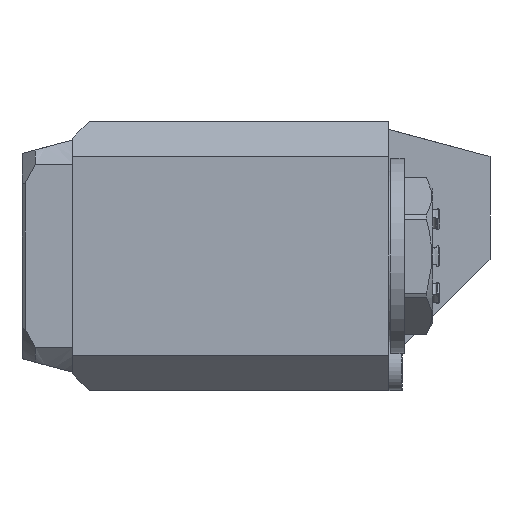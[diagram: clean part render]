
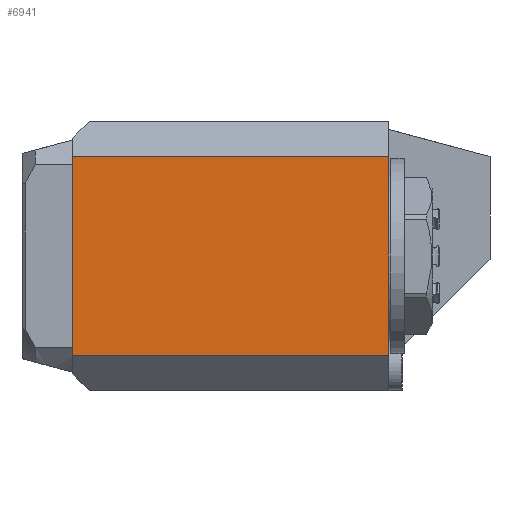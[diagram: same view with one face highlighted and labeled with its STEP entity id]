
A CAD part, left-side view. The second image highlights one B-rep face of the part: STEP entity #6941.
In plain terms, the highlighted planar face has unit normal (-1, 0, 0).
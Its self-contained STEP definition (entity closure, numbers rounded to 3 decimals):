
#812=LINE('',#12134,#1397);
#817=LINE('',#12144,#1402);
#826=LINE('',#12162,#1411);
#827=LINE('',#12164,#1412);
#1397=VECTOR('',#9420,1000.);
#1402=VECTOR('',#9427,1000.);
#1411=VECTOR('',#9446,1000.);
#1412=VECTOR('',#9449,1000.);
#1645=PLANE('',#7592);
#3603=ORIENTED_EDGE('',*,*,#4603,.T.);
#3604=ORIENTED_EDGE('',*,*,#4613,.F.);
#3605=ORIENTED_EDGE('',*,*,#4598,.T.);
#3606=ORIENTED_EDGE('',*,*,#4612,.T.);
#4598=EDGE_CURVE('',#5276,#5277,#812,.T.);
#4603=EDGE_CURVE('',#5280,#5279,#817,.T.);
#4612=EDGE_CURVE('',#5277,#5280,#826,.T.);
#4613=EDGE_CURVE('',#5276,#5279,#827,.F.);
#5276=VERTEX_POINT('',#12135);
#5277=VERTEX_POINT('',#12136);
#5279=VERTEX_POINT('',#12143);
#5280=VERTEX_POINT('',#12145);
#5952=EDGE_LOOP('',(#3603,#3604,#3605,#3606));
#6416=FACE_BOUND('',#5952,.T.);
#6941=ADVANCED_FACE('',(#6416),#1645,.F.);
#7592=AXIS2_PLACEMENT_3D('',#12163,#9447,#9448);
#9420=DIRECTION('',(0.,1.,0.));
#9427=DIRECTION('',(0.,-1.,0.));
#9446=DIRECTION('',(0.,0.,-1.));
#9447=DIRECTION('',(1.,0.,0.));
#9448=DIRECTION('',(0.,0.,-1.));
#9449=DIRECTION('',(0.,0.,1.));
#12134=CARTESIAN_POINT('',(-152.,40.,29.5));
#12135=CARTESIAN_POINT('',(-152.,-49.,29.5));
#12136=CARTESIAN_POINT('',(-152.,45.,29.5));
#12143=CARTESIAN_POINT('',(-152.,-49.,-29.5));
#12144=CARTESIAN_POINT('',(-152.,45.,-29.5));
#12145=CARTESIAN_POINT('',(-152.,45.,-29.5));
#12162=CARTESIAN_POINT('',(-152.,45.,40.));
#12163=CARTESIAN_POINT('',(-152.,45.,40.));
#12164=CARTESIAN_POINT('',(-152.,-49.,40.));
